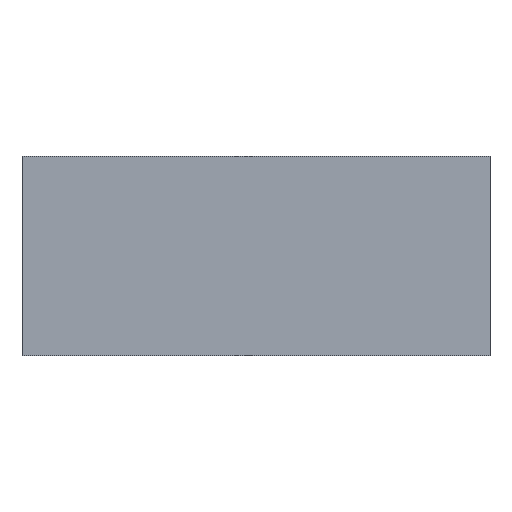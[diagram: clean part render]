
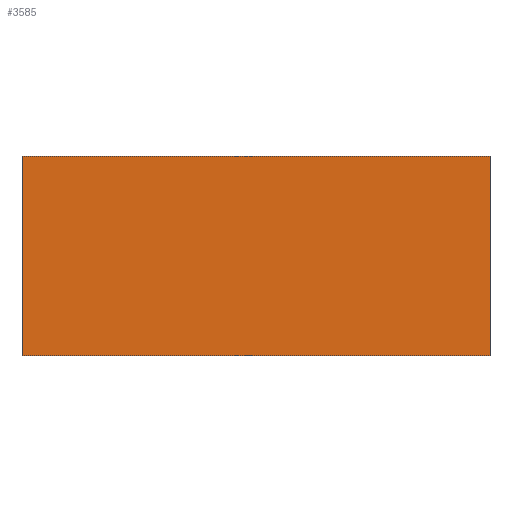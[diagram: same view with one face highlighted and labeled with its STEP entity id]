
A CAD part, front view. The second image highlights one B-rep face of the part: STEP entity #3585.
In plain terms, the highlighted planar face has unit normal (0, -1, 0).
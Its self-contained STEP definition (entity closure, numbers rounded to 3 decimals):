
#2658 = PLANE('',#2659);
#2659 = AXIS2_PLACEMENT_3D('',#2660,#2661,#2662);
#2660 = CARTESIAN_POINT('',(27.,55.,-20.));
#2661 = DIRECTION('',(-0.,-0.,-1.));
#2662 = DIRECTION('',(-1.,0.,0.));
#2714 = PLANE('',#2715);
#2715 = AXIS2_PLACEMENT_3D('',#2716,#2717,#2718);
#2716 = CARTESIAN_POINT('',(27.,55.,20.));
#2717 = DIRECTION('',(-0.,-0.,-1.));
#2718 = DIRECTION('',(-1.,0.,0.));
#2989 = VERTEX_POINT('',#2990);
#2990 = CARTESIAN_POINT('',(74.,-20.,-20.));
#3004 = PLANE('',#3005);
#3005 = AXIS2_PLACEMENT_3D('',#3006,#3007,#3008);
#3006 = CARTESIAN_POINT('',(74.,130.,-20.));
#3007 = DIRECTION('',(1.,0.,0.));
#3008 = DIRECTION('',(0.,-1.,0.));
#3016 = EDGE_CURVE('',#2989,#3017,#3019,.T.);
#3017 = VERTEX_POINT('',#3018);
#3018 = CARTESIAN_POINT('',(-20.,-20.,-20.));
#3019 = SURFACE_CURVE('',#3020,(#3024,#3031),.PCURVE_S1.);
#3020 = LINE('',#3021,#3022);
#3021 = CARTESIAN_POINT('',(74.,-20.,-20.));
#3022 = VECTOR('',#3023,1.);
#3023 = DIRECTION('',(-1.,0.,0.));
#3024 = PCURVE('',#2658,#3025);
#3025 = DEFINITIONAL_REPRESENTATION('',(#3026),#3030);
#3026 = LINE('',#3027,#3028);
#3027 = CARTESIAN_POINT('',(-47.,-75.));
#3028 = VECTOR('',#3029,1.);
#3029 = DIRECTION('',(1.,0.));
#3030 = ( GEOMETRIC_REPRESENTATION_CONTEXT(2) 
PARAMETRIC_REPRESENTATION_CONTEXT() REPRESENTATION_CONTEXT('2D SPACE',''
  ) );
#3031 = PCURVE('',#3032,#3037);
#3032 = PLANE('',#3033);
#3033 = AXIS2_PLACEMENT_3D('',#3034,#3035,#3036);
#3034 = CARTESIAN_POINT('',(74.,-20.,-20.));
#3035 = DIRECTION('',(0.,-1.,0.));
#3036 = DIRECTION('',(-1.,0.,0.));
#3037 = DEFINITIONAL_REPRESENTATION('',(#3038),#3042);
#3038 = LINE('',#3039,#3040);
#3039 = CARTESIAN_POINT('',(0.,-0.));
#3040 = VECTOR('',#3041,1.);
#3041 = DIRECTION('',(1.,0.));
#3042 = ( GEOMETRIC_REPRESENTATION_CONTEXT(2) 
PARAMETRIC_REPRESENTATION_CONTEXT() REPRESENTATION_CONTEXT('2D SPACE',''
  ) );
#3058 = PLANE('',#3059);
#3059 = AXIS2_PLACEMENT_3D('',#3060,#3061,#3062);
#3060 = CARTESIAN_POINT('',(-20.,-20.,-20.));
#3061 = DIRECTION('',(-1.,0.,0.));
#3062 = DIRECTION('',(0.,1.,0.));
#3331 = VERTEX_POINT('',#3332);
#3332 = CARTESIAN_POINT('',(74.,-20.,20.));
#3353 = EDGE_CURVE('',#3331,#3354,#3356,.T.);
#3354 = VERTEX_POINT('',#3355);
#3355 = CARTESIAN_POINT('',(-20.,-20.,20.));
#3356 = SURFACE_CURVE('',#3357,(#3361,#3368),.PCURVE_S1.);
#3357 = LINE('',#3358,#3359);
#3358 = CARTESIAN_POINT('',(74.,-20.,20.));
#3359 = VECTOR('',#3360,1.);
#3360 = DIRECTION('',(-1.,0.,0.));
#3361 = PCURVE('',#2714,#3362);
#3362 = DEFINITIONAL_REPRESENTATION('',(#3363),#3367);
#3363 = LINE('',#3364,#3365);
#3364 = CARTESIAN_POINT('',(-47.,-75.));
#3365 = VECTOR('',#3366,1.);
#3366 = DIRECTION('',(1.,0.));
#3367 = ( GEOMETRIC_REPRESENTATION_CONTEXT(2) 
PARAMETRIC_REPRESENTATION_CONTEXT() REPRESENTATION_CONTEXT('2D SPACE',''
  ) );
#3368 = PCURVE('',#3032,#3369);
#3369 = DEFINITIONAL_REPRESENTATION('',(#3370),#3374);
#3370 = LINE('',#3371,#3372);
#3371 = CARTESIAN_POINT('',(0.,-40.));
#3372 = VECTOR('',#3373,1.);
#3373 = DIRECTION('',(1.,0.));
#3374 = ( GEOMETRIC_REPRESENTATION_CONTEXT(2) 
PARAMETRIC_REPRESENTATION_CONTEXT() REPRESENTATION_CONTEXT('2D SPACE',''
  ) );
#3564 = EDGE_CURVE('',#2989,#3331,#3565,.T.);
#3565 = SURFACE_CURVE('',#3566,(#3570,#3577),.PCURVE_S1.);
#3566 = LINE('',#3567,#3568);
#3567 = CARTESIAN_POINT('',(74.,-20.,-20.));
#3568 = VECTOR('',#3569,1.);
#3569 = DIRECTION('',(0.,0.,1.));
#3570 = PCURVE('',#3004,#3571);
#3571 = DEFINITIONAL_REPRESENTATION('',(#3572),#3576);
#3572 = LINE('',#3573,#3574);
#3573 = CARTESIAN_POINT('',(150.,0.));
#3574 = VECTOR('',#3575,1.);
#3575 = DIRECTION('',(0.,-1.));
#3576 = ( GEOMETRIC_REPRESENTATION_CONTEXT(2) 
PARAMETRIC_REPRESENTATION_CONTEXT() REPRESENTATION_CONTEXT('2D SPACE',''
  ) );
#3577 = PCURVE('',#3032,#3578);
#3578 = DEFINITIONAL_REPRESENTATION('',(#3579),#3583);
#3579 = LINE('',#3580,#3581);
#3580 = CARTESIAN_POINT('',(0.,-0.));
#3581 = VECTOR('',#3582,1.);
#3582 = DIRECTION('',(0.,-1.));
#3583 = ( GEOMETRIC_REPRESENTATION_CONTEXT(2) 
PARAMETRIC_REPRESENTATION_CONTEXT() REPRESENTATION_CONTEXT('2D SPACE',''
  ) );
#3585 = ADVANCED_FACE('',(#3586),#3032,.T.);
#3586 = FACE_BOUND('',#3587,.T.);
#3587 = EDGE_LOOP('',(#3588,#3589,#3590,#3611));
#3588 = ORIENTED_EDGE('',*,*,#3564,.T.);
#3589 = ORIENTED_EDGE('',*,*,#3353,.T.);
#3590 = ORIENTED_EDGE('',*,*,#3591,.F.);
#3591 = EDGE_CURVE('',#3017,#3354,#3592,.T.);
#3592 = SURFACE_CURVE('',#3593,(#3597,#3604),.PCURVE_S1.);
#3593 = LINE('',#3594,#3595);
#3594 = CARTESIAN_POINT('',(-20.,-20.,-20.));
#3595 = VECTOR('',#3596,1.);
#3596 = DIRECTION('',(0.,0.,1.));
#3597 = PCURVE('',#3032,#3598);
#3598 = DEFINITIONAL_REPRESENTATION('',(#3599),#3603);
#3599 = LINE('',#3600,#3601);
#3600 = CARTESIAN_POINT('',(94.,0.));
#3601 = VECTOR('',#3602,1.);
#3602 = DIRECTION('',(0.,-1.));
#3603 = ( GEOMETRIC_REPRESENTATION_CONTEXT(2) 
PARAMETRIC_REPRESENTATION_CONTEXT() REPRESENTATION_CONTEXT('2D SPACE',''
  ) );
#3604 = PCURVE('',#3058,#3605);
#3605 = DEFINITIONAL_REPRESENTATION('',(#3606),#3610);
#3606 = LINE('',#3607,#3608);
#3607 = CARTESIAN_POINT('',(0.,0.));
#3608 = VECTOR('',#3609,1.);
#3609 = DIRECTION('',(0.,-1.));
#3610 = ( GEOMETRIC_REPRESENTATION_CONTEXT(2) 
PARAMETRIC_REPRESENTATION_CONTEXT() REPRESENTATION_CONTEXT('2D SPACE',''
  ) );
#3611 = ORIENTED_EDGE('',*,*,#3016,.F.);
